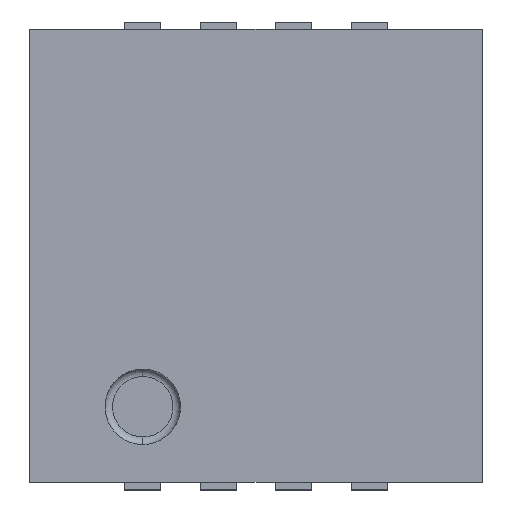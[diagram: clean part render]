
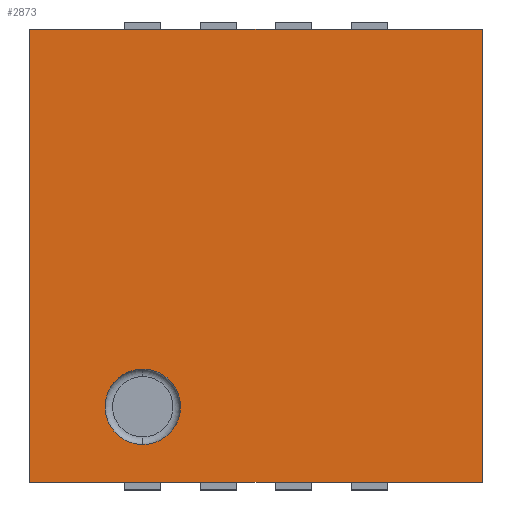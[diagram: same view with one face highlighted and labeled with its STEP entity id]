
A CAD part, top view. The second image highlights one B-rep face of the part: STEP entity #2873.
In plain terms, the highlighted planar face has unit normal (0, 0, 1).
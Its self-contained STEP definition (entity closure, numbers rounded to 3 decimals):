
#2695 = CARTESIAN_POINT ( 'NONE',  ( -0.75, -0.75, 0.8 ) ) ;
#2696 = VERTEX_POINT ( 'NONE', #2695 ) ;
#2704 = CARTESIAN_POINT ( 'NONE',  ( -0.75, -1.25, 0.8 ) ) ;
#2705 = VERTEX_POINT ( 'NONE', #2704 ) ;
#2706 = CARTESIAN_POINT ( 'NONE',  ( -0.75, -1., 0.8 ) ) ;
#2707 = DIRECTION ( 'NONE',  ( 0., 0., 1. ) ) ;
#2708 = DIRECTION ( 'NONE',  ( 0., -1., 0. ) ) ;
#2709 = AXIS2_PLACEMENT_3D ( 'NONE', #2706, #2707, #2708 ) ;
#2710 = CIRCLE ( 'NONE', #2709, 0.25) ;
#2711 = EDGE_CURVE ( 'NONE', #2696, #2705, #2710, .T. ) ;
#2738 = CARTESIAN_POINT ( 'NONE',  ( -1.5, -1.5, 0.8 ) ) ;
#2739 = VERTEX_POINT ( 'NONE', #2738 ) ;
#2746 = CARTESIAN_POINT ( 'NONE',  ( -1.5, 1.5, 0.8 ) ) ;
#2747 = VERTEX_POINT ( 'NONE', #2746 ) ;
#2748 = CARTESIAN_POINT ( 'NONE',  ( -1.5, -1.5, 0.8 ) ) ;
#2749 = DIRECTION ( 'NONE',  ( 0., -1., 0. ) ) ;
#2750 = VECTOR ( 'NONE', #2749, 1000. ) ;
#2751 = LINE ( 'NONE', #2748, #2750 ) ;
#2752 = EDGE_CURVE ( 'NONE', #2747, #2739, #2751, .T. ) ;
#2776 = CARTESIAN_POINT ( 'NONE',  ( 1.5, -1.5, 0.8 ) ) ;
#2777 = VERTEX_POINT ( 'NONE', #2776 ) ;
#2784 = CARTESIAN_POINT ( 'NONE',  ( 1.5, -1.5, 0.8 ) ) ;
#2785 = DIRECTION ( 'NONE',  ( 1., 0., 0. ) ) ;
#2786 = VECTOR ( 'NONE', #2785, 1000. ) ;
#2787 = LINE ( 'NONE', #2784, #2786 ) ;
#2788 = EDGE_CURVE ( 'NONE', #2739, #2777, #2787, .T. ) ;
#2807 = CARTESIAN_POINT ( 'NONE',  ( 1.5, 1.5, 0.8 ) ) ;
#2808 = VERTEX_POINT ( 'NONE', #2807 ) ;
#2815 = CARTESIAN_POINT ( 'NONE',  ( 1.5, -1.5, 0.8 ) ) ;
#2816 = DIRECTION ( 'NONE',  ( 0., 1., 0. ) ) ;
#2817 = VECTOR ( 'NONE', #2816, 1000. ) ;
#2818 = LINE ( 'NONE', #2815, #2817 ) ;
#2819 = EDGE_CURVE ( 'NONE', #2777, #2808, #2818, .T. ) ;
#2837 = CARTESIAN_POINT ( 'NONE',  ( 1.5, 1.5, 0.8 ) ) ;
#2838 = DIRECTION ( 'NONE',  ( -1., 0., 0. ) ) ;
#2839 = VECTOR ( 'NONE', #2838, 1000. ) ;
#2840 = LINE ( 'NONE', #2837, #2839 ) ;
#2841 = EDGE_CURVE ( 'NONE', #2808, #2747, #2840, .T. ) ;
#2852 = CARTESIAN_POINT ( 'NONE',  ( -0.75, -1., 0.8 ) ) ;
#2853 = DIRECTION ( 'NONE',  ( 0., 0., 1. ) ) ;
#2854 = DIRECTION ( 'NONE',  ( 0., -1., 0. ) ) ;
#2855 = AXIS2_PLACEMENT_3D ( 'NONE', #2852, #2853, #2854 ) ;
#2856 = CIRCLE ( 'NONE', #2855, 0.25) ;
#2857 = EDGE_CURVE ( 'NONE', #2705, #2696, #2856, .T. ) ;
#2858 = ORIENTED_EDGE ( 'NONE', *, *, #2857, .F. ) ;
#2859 = ORIENTED_EDGE ( 'NONE', *, *, #2711, .F. ) ;
#2860 = EDGE_LOOP ( 'NONE', ( #2858, #2859 ) ) ;
#2861 = FACE_BOUND ( 'NONE', #2860, .T. ) ;
#2862 = ORIENTED_EDGE ( 'NONE', *, *, #2752, .T. ) ;
#2863 = ORIENTED_EDGE ( 'NONE', *, *, #2788, .T. ) ;
#2864 = ORIENTED_EDGE ( 'NONE', *, *, #2819, .T. ) ;
#2865 = ORIENTED_EDGE ( 'NONE', *, *, #2841, .T. ) ;
#2866 = EDGE_LOOP ( 'NONE', ( #2862, #2863, #2864, #2865 ) ) ;
#2867 = FACE_OUTER_BOUND ( 'NONE', #2866, .T. ) ;
#2868 = CARTESIAN_POINT ( 'NONE',  ( 0., 0., 0.8 ) ) ;
#2869 = DIRECTION ( 'NONE',  ( 0., 0., 1. ) ) ;
#2870 = DIRECTION ( 'NONE',  ( 0., -1., 0. ) ) ;
#2871 = AXIS2_PLACEMENT_3D ( 'NONE', #2868, #2869, #2870 ) ;
#2872 = PLANE ( 'NONE', #2871 ) ;
#2873 = ADVANCED_FACE ( 'NONE', ( #2861, #2867 ), #2872, .T. ) ;
